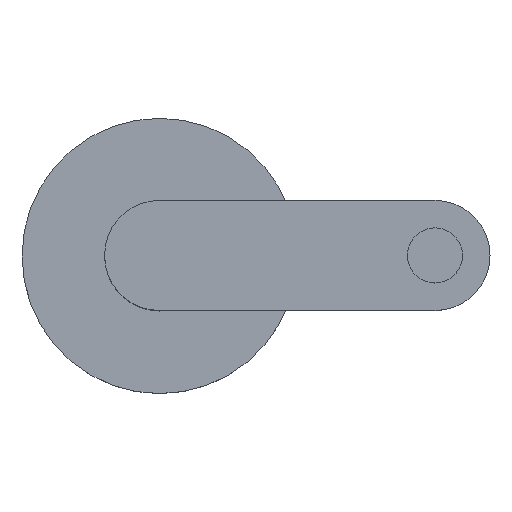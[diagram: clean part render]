
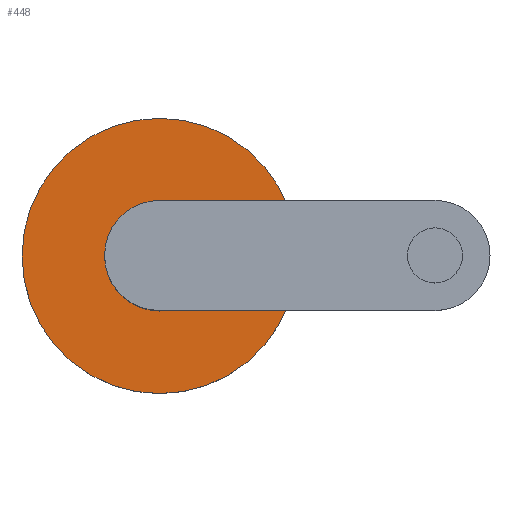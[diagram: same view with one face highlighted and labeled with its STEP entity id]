
A CAD part, top view. The second image highlights one B-rep face of the part: STEP entity #448.
In plain terms, the highlighted planar face has unit normal (0, 0, 1).
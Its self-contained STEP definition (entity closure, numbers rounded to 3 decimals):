
#15 = CARTESIAN_POINT ( 'NONE',  ( 0., 0., 30. ) ) ;
#25 = CIRCLE ( 'NONE', #179, 40. ) ;
#30 = PLANE ( 'NONE',  #443 ) ;
#34 = DIRECTION ( 'NONE',  ( 1., 0., 0. ) ) ;
#50 = CIRCLE ( 'NONE', #379, 100. ) ;
#62 = ORIENTED_EDGE ( 'NONE', *, *, #235, .F. ) ;
#67 = CARTESIAN_POINT ( 'NONE',  ( 0., 0., 30. ) ) ;
#72 = EDGE_CURVE ( 'NONE', #247, #423, #298, .T. ) ;
#88 = DIRECTION ( 'NONE',  ( 0., 0., 1. ) ) ;
#96 = CARTESIAN_POINT ( 'NONE',  ( 0., 0., 30. ) ) ;
#99 = AXIS2_PLACEMENT_3D ( 'NONE', #96, #173, #246 ) ;
#102 = FACE_BOUND ( 'NONE', #293, .T. ) ;
#132 = CARTESIAN_POINT ( 'NONE',  ( 0., 0., 30. ) ) ;
#152 = EDGE_CURVE ( 'NONE', #401, #339, #50, .T. ) ;
#165 = DIRECTION ( 'NONE',  ( 1., 0., 0. ) ) ;
#173 = DIRECTION ( 'NONE',  ( 0., 0., 1. ) ) ;
#179 = AXIS2_PLACEMENT_3D ( 'NONE', #15, #88, #165 ) ;
#184 = CARTESIAN_POINT ( 'NONE',  ( -100., 0., 30. ) ) ;
#212 = CARTESIAN_POINT ( 'NONE',  ( -40., 0., 30. ) ) ;
#213 = EDGE_LOOP ( 'NONE', ( #219, #438 ) ) ;
#219 = ORIENTED_EDGE ( 'NONE', *, *, #152, .T. ) ;
#221 = CIRCLE ( 'NONE', #375, 100. ) ;
#235 = EDGE_CURVE ( 'NONE', #423, #247, #25, .T. ) ;
#241 = DIRECTION ( 'NONE',  ( 1., 0., 0. ) ) ;
#246 = DIRECTION ( 'NONE',  ( 1., 0., 0. ) ) ;
#247 = VERTEX_POINT ( 'NONE', #249 ) ;
#249 = CARTESIAN_POINT ( 'NONE',  ( 40., 0., 30. ) ) ;
#261 = DIRECTION ( 'NONE',  ( 0., 0., 1. ) ) ;
#293 = EDGE_LOOP ( 'NONE', ( #62, #368 ) ) ;
#298 = CIRCLE ( 'NONE', #99, 40. ) ;
#334 = CARTESIAN_POINT ( 'NONE',  ( 0., 0., 30. ) ) ;
#339 = VERTEX_POINT ( 'NONE', #445 ) ;
#363 = FACE_OUTER_BOUND ( 'NONE', #213, .T. ) ;
#365 = DIRECTION ( 'NONE',  ( 1., 0., 0. ) ) ;
#368 = ORIENTED_EDGE ( 'NONE', *, *, #72, .F. ) ;
#375 = AXIS2_PLACEMENT_3D ( 'NONE', #67, #261, #365 ) ;
#379 = AXIS2_PLACEMENT_3D ( 'NONE', #132, #444, #241 ) ;
#401 = VERTEX_POINT ( 'NONE', #184 ) ;
#402 = EDGE_CURVE ( 'NONE', #339, #401, #221, .T. ) ;
#423 = VERTEX_POINT ( 'NONE', #212 ) ;
#438 = ORIENTED_EDGE ( 'NONE', *, *, #402, .T. ) ;
#443 = AXIS2_PLACEMENT_3D ( 'NONE', #334, #466, #34 ) ;
#444 = DIRECTION ( 'NONE',  ( 0., 0., 1. ) ) ;
#445 = CARTESIAN_POINT ( 'NONE',  ( 100., 0., 30. ) ) ;
#448 = ADVANCED_FACE ( 'NONE', ( #102, #363 ), #30, .T. ) ;
#466 = DIRECTION ( 'NONE',  ( 0., 0., 1. ) ) ;
